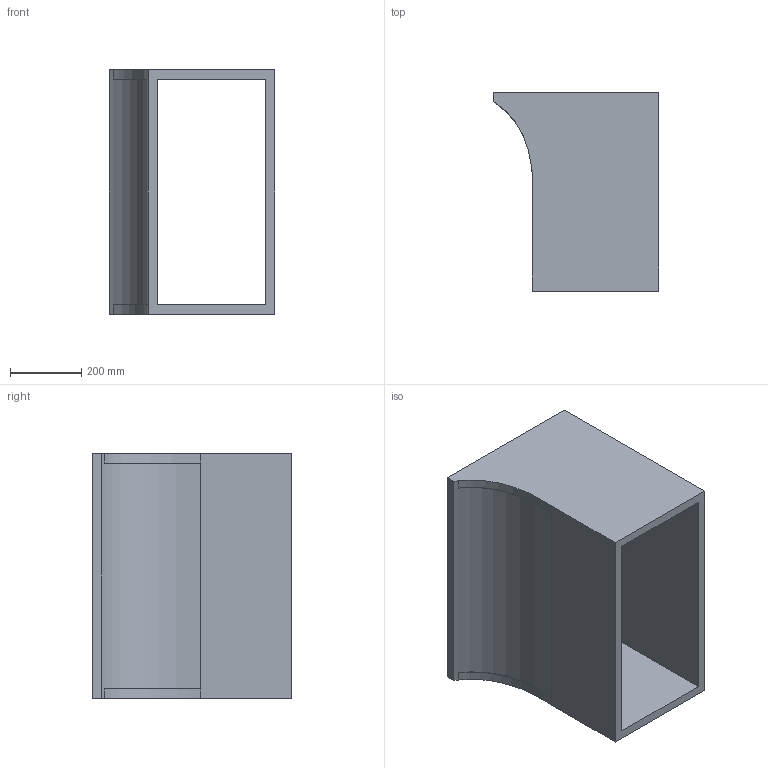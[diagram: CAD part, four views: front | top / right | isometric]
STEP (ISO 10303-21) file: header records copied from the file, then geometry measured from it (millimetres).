
FILE_DESCRIPTION (( 'STEP AP203' ), '1' );
FILE_NAME ('chute2_Default_sldprt.STEP', '2020-05-09T19:47:05', ( '' ), ( '' ), 'SwSTEP 2.0', 'SolidWorks 2018', '' );
FILE_SCHEMA (( 'CONFIG_CONTROL_DESIGN' ));
Length unit declared in the file: inch
Products named in the file (1): chute2_Default_sldprt
Bounding box: 465.48 x 557.93 x 685.8 mm (x, y, z)
Volume: 28135113.3 mm3; surface area: 2397255 mm2
Topology: 1 solids, 1 shells, 17 faces, 44 edges, 28 vertices
Faces by surface type: plane 13, bspline 4
Entity records: 597 total; most frequent: CARTESIAN_POINT 130, ORIENTED_EDGE 88, DIRECTION 62, EDGE_CURVE 44, VECTOR 34, LINE 34, VERTEX_POINT 28, EDGE_LOOP 18
